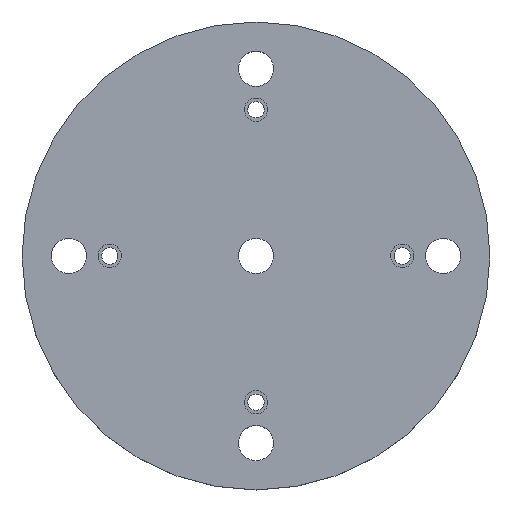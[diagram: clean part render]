
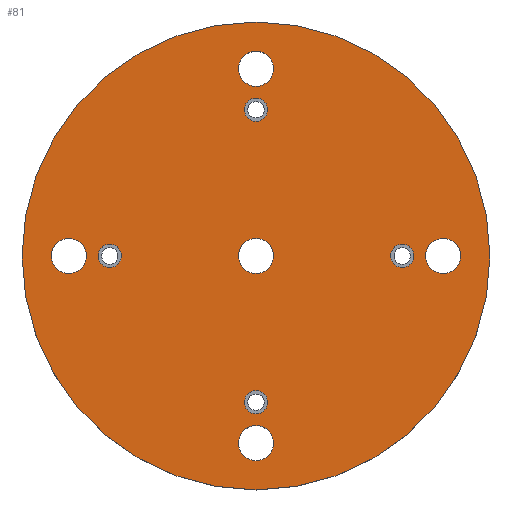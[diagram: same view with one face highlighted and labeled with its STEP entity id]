
A CAD part, top view. The second image highlights one B-rep face of the part: STEP entity #81.
In plain terms, the highlighted planar face has unit normal (0, 0, 1).
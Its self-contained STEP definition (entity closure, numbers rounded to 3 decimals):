
#81 = ADVANCED_FACE( '', ( #114, #115, #116, #117, #118, #119, #120, #121, #122, #123 ), #124, .F. );
#114 = FACE_BOUND( '', #190, .T. );
#115 = FACE_BOUND( '', #191, .T. );
#116 = FACE_BOUND( '', #192, .T. );
#117 = FACE_BOUND( '', #193, .T. );
#118 = FACE_BOUND( '', #194, .T. );
#119 = FACE_BOUND( '', #195, .T. );
#120 = FACE_BOUND( '', #196, .T. );
#121 = FACE_BOUND( '', #197, .T. );
#122 = FACE_BOUND( '', #198, .T. );
#123 = FACE_OUTER_BOUND( '', #199, .T. );
#124 = PLANE( '', #200 );
#190 = EDGE_LOOP( '', ( #278 ) );
#191 = EDGE_LOOP( '', ( #279 ) );
#192 = EDGE_LOOP( '', ( #280 ) );
#193 = EDGE_LOOP( '', ( #281 ) );
#194 = EDGE_LOOP( '', ( #282 ) );
#195 = EDGE_LOOP( '', ( #283 ) );
#196 = EDGE_LOOP( '', ( #284 ) );
#197 = EDGE_LOOP( '', ( #285 ) );
#198 = EDGE_LOOP( '', ( #286 ) );
#199 = EDGE_LOOP( '', ( #287 ) );
#200 = AXIS2_PLACEMENT_3D( '', #288, #289, #290 );
#278 = ORIENTED_EDGE( '', *, *, #373, .T. );
#279 = ORIENTED_EDGE( '', *, *, #374, .T. );
#280 = ORIENTED_EDGE( '', *, *, #375, .T. );
#281 = ORIENTED_EDGE( '', *, *, #376, .T. );
#282 = ORIENTED_EDGE( '', *, *, #377, .T. );
#283 = ORIENTED_EDGE( '', *, *, #378, .T. );
#284 = ORIENTED_EDGE( '', *, *, #379, .T. );
#285 = ORIENTED_EDGE( '', *, *, #372, .T. );
#286 = ORIENTED_EDGE( '', *, *, #371, .T. );
#287 = ORIENTED_EDGE( '', *, *, #364, .F. );
#288 = CARTESIAN_POINT( '', ( 0., 0., 50. ) );
#289 = DIRECTION( '', ( 0., 0., -1. ) );
#290 = DIRECTION( '', ( -1., 0., 0. ) );
#364 = EDGE_CURVE( '', #392, #392, #393, .T. );
#371 = EDGE_CURVE( '', #406, #406, #407, .T. );
#372 = EDGE_CURVE( '', #408, #408, #409, .T. );
#373 = EDGE_CURVE( '', #410, #410, #411, .T. );
#374 = EDGE_CURVE( '', #412, #412, #413, .T. );
#375 = EDGE_CURVE( '', #414, #414, #415, .T. );
#376 = EDGE_CURVE( '', #416, #416, #417, .T. );
#377 = EDGE_CURVE( '', #418, #418, #419, .T. );
#378 = EDGE_CURVE( '', #420, #420, #421, .T. );
#379 = EDGE_CURVE( '', #422, #422, #423, .T. );
#392 = VERTEX_POINT( '', #448 );
#393 = CIRCLE( '', #449, 200. );
#406 = VERTEX_POINT( '', #462 );
#407 = CIRCLE( '', #463, 10. );
#408 = VERTEX_POINT( '', #464 );
#409 = CIRCLE( '', #465, 10. );
#410 = VERTEX_POINT( '', #466 );
#411 = CIRCLE( '', #467, 15. );
#412 = VERTEX_POINT( '', #468 );
#413 = CIRCLE( '', #469, 15. );
#414 = VERTEX_POINT( '', #470 );
#415 = CIRCLE( '', #471, 15. );
#416 = VERTEX_POINT( '', #472 );
#417 = CIRCLE( '', #473, 15. );
#418 = VERTEX_POINT( '', #474 );
#419 = CIRCLE( '', #475, 15. );
#420 = VERTEX_POINT( '', #476 );
#421 = CIRCLE( '', #477, 10. );
#422 = VERTEX_POINT( '', #478 );
#423 = CIRCLE( '', #479, 10. );
#448 = CARTESIAN_POINT( '', ( 200., 0., 50. ) );
#449 = AXIS2_PLACEMENT_3D( '', #504, #505, #506 );
#462 = CARTESIAN_POINT( '', ( -125., -10., 50. ) );
#463 = AXIS2_PLACEMENT_3D( '', #525, #526, #527 );
#464 = CARTESIAN_POINT( '', ( 125., -10., 50. ) );
#465 = AXIS2_PLACEMENT_3D( '', #528, #529, #530 );
#466 = CARTESIAN_POINT( '', ( 0., -15., 50. ) );
#467 = AXIS2_PLACEMENT_3D( '', #531, #532, #533 );
#468 = CARTESIAN_POINT( '', ( -160., -15., 50. ) );
#469 = AXIS2_PLACEMENT_3D( '', #534, #535, #536 );
#470 = CARTESIAN_POINT( '', ( 0., -175., 50. ) );
#471 = AXIS2_PLACEMENT_3D( '', #537, #538, #539 );
#472 = CARTESIAN_POINT( '', ( 160., -15., 50. ) );
#473 = AXIS2_PLACEMENT_3D( '', #540, #541, #542 );
#474 = CARTESIAN_POINT( '', ( 0., 145., 50. ) );
#475 = AXIS2_PLACEMENT_3D( '', #543, #544, #545 );
#476 = CARTESIAN_POINT( '', ( 0., -135., 50. ) );
#477 = AXIS2_PLACEMENT_3D( '', #546, #547, #548 );
#478 = CARTESIAN_POINT( '', ( 0., 115., 50. ) );
#479 = AXIS2_PLACEMENT_3D( '', #549, #550, #551 );
#504 = CARTESIAN_POINT( '', ( 0., 0., 50. ) );
#505 = DIRECTION( '', ( 0., 0., -1. ) );
#506 = DIRECTION( '', ( 1., 0., 0. ) );
#525 = CARTESIAN_POINT( '', ( -125., 0., 50. ) );
#526 = DIRECTION( '', ( 0., 0., -1. ) );
#527 = DIRECTION( '', ( 0., -1., 0. ) );
#528 = CARTESIAN_POINT( '', ( 125., 0., 50. ) );
#529 = DIRECTION( '', ( 0., 0., -1. ) );
#530 = DIRECTION( '', ( 0., -1., 0. ) );
#531 = CARTESIAN_POINT( '', ( 0., 0., 50. ) );
#532 = DIRECTION( '', ( 0., 0., -1. ) );
#533 = DIRECTION( '', ( 0., -1., 0. ) );
#534 = CARTESIAN_POINT( '', ( -160., 0., 50. ) );
#535 = DIRECTION( '', ( 0., 0., -1. ) );
#536 = DIRECTION( '', ( 0., -1., 0. ) );
#537 = CARTESIAN_POINT( '', ( 0., -160., 50. ) );
#538 = DIRECTION( '', ( 0., 0., -1. ) );
#539 = DIRECTION( '', ( 0., -1., 0. ) );
#540 = CARTESIAN_POINT( '', ( 160., 0., 50. ) );
#541 = DIRECTION( '', ( 0., 0., -1. ) );
#542 = DIRECTION( '', ( 0., -1., 0. ) );
#543 = CARTESIAN_POINT( '', ( 0., 160., 50. ) );
#544 = DIRECTION( '', ( 0., 0., -1. ) );
#545 = DIRECTION( '', ( 0., -1., 0. ) );
#546 = CARTESIAN_POINT( '', ( 0., -125., 50. ) );
#547 = DIRECTION( '', ( 0., 0., -1. ) );
#548 = DIRECTION( '', ( 0., -1., 0. ) );
#549 = CARTESIAN_POINT( '', ( 0., 125., 50. ) );
#550 = DIRECTION( '', ( 0., 0., -1. ) );
#551 = DIRECTION( '', ( 0., -1., 0. ) );
